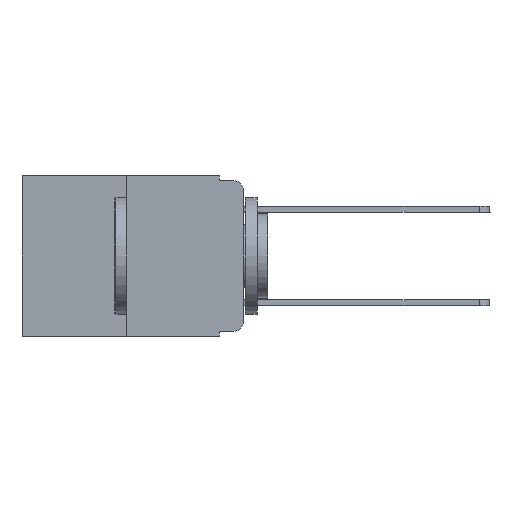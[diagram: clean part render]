
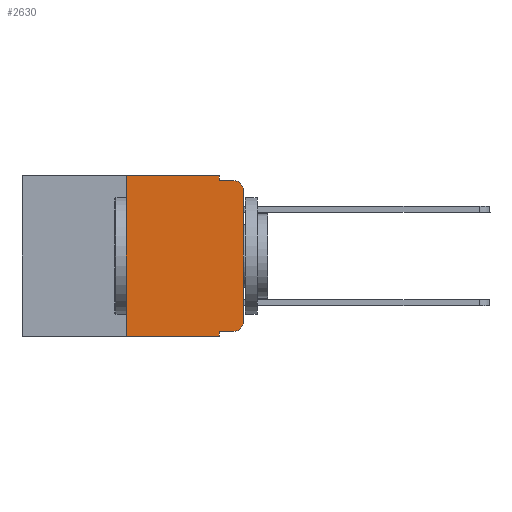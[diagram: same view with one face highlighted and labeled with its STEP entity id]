
A CAD part, left-side view. The second image highlights one B-rep face of the part: STEP entity #2630.
In plain terms, the highlighted planar face has unit normal (-1, 0, 0).
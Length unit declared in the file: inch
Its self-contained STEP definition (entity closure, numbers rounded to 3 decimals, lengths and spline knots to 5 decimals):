
#824 = DIRECTION ( 'NONE',  ( 0., -1., 0. ) ) ;
#876 = CARTESIAN_POINT ( 'NONE',  ( 0., 0.051, -0.343 ) ) ;
#1355 = DIRECTION ( 'NONE',  ( 0., 0., 1. ) ) ;
#1704 = EDGE_CURVE ( 'NONE', #13371, #24863, #6380, .T. ) ;
#1931 = CIRCLE ( 'NONE', #15180, 0.02 ) ;
#2607 = VERTEX_POINT ( 'NONE', #15309 ) ;
#2630 = ADVANCED_FACE ( 'NONE', ( #6329 ), #7531, .F. ) ;
#2861 = LINE ( 'NONE', #9658, #6180 ) ;
#3030 = EDGE_CURVE ( 'NONE', #13371, #2607, #15496, .T. ) ;
#3808 = AXIS2_PLACEMENT_3D ( 'NONE', #24279, #8862, #24440 ) ;
#3827 = CARTESIAN_POINT ( 'NONE',  ( 0., 0.051, 0. ) ) ;
#4064 = CARTESIAN_POINT ( 'NONE',  ( 0., 0., -0.313 ) ) ;
#4792 = CARTESIAN_POINT ( 'NONE',  ( 0., 0., 0. ) ) ;
#4895 = LINE ( 'NONE', #24042, #7015 ) ;
#5244 = DIRECTION ( 'NONE',  ( 0., 0., -1. ) ) ;
#5607 = DIRECTION ( 'NONE',  ( 0., 0., -1. ) ) ;
#5783 = ORIENTED_EDGE ( 'NONE', *, *, #14602, .F. ) ;
#6180 = VECTOR ( 'NONE', #7758, 39.37008 ) ;
#6205 = EDGE_CURVE ( 'NONE', #9076, #14947, #2861, .T. ) ;
#6329 = FACE_OUTER_BOUND ( 'NONE', #7565, .T. ) ;
#6380 = LINE ( 'NONE', #16411, #16856 ) ;
#7015 = VECTOR ( 'NONE', #22165, 39.37008 ) ;
#7155 = VERTEX_POINT ( 'NONE', #10191 ) ;
#7462 = VECTOR ( 'NONE', #20002, 39.37008 ) ;
#7531 = PLANE ( 'NONE',  #13260 ) ;
#7565 = EDGE_LOOP ( 'NONE', ( #10417, #14898, #17487, #9330, #17604, #15031, #16980, #5783, #13825, #11496 ) ) ;
#7612 = DIRECTION ( 'NONE',  ( 1., 0., 0. ) ) ;
#7758 = DIRECTION ( 'NONE',  ( 0., -1., 0. ) ) ;
#7881 = CARTESIAN_POINT ( 'NONE',  ( 0., 0.02, -0.333 ) ) ;
#8105 = EDGE_CURVE ( 'NONE', #7155, #25205, #18458, .T. ) ;
#8862 = DIRECTION ( 'NONE',  ( -1., 0., 0. ) ) ;
#9076 = VERTEX_POINT ( 'NONE', #20451 ) ;
#9330 = ORIENTED_EDGE ( 'NONE', *, *, #10313, .F. ) ;
#9658 = CARTESIAN_POINT ( 'NONE',  ( 0., 0.051, -0.333 ) ) ;
#9782 = CARTESIAN_POINT ( 'NONE',  ( 0., 0.051, -0.01 ) ) ;
#9884 = VERTEX_POINT ( 'NONE', #4064 ) ;
#10129 = CARTESIAN_POINT ( 'NONE',  ( 0., 0.473, 0. ) ) ;
#10191 = CARTESIAN_POINT ( 'NONE',  ( 0., 0., -0.03 ) ) ;
#10256 = DIRECTION ( 'NONE',  ( 0., 0., -1. ) ) ;
#10313 = EDGE_CURVE ( 'NONE', #20008, #18157, #24435, .T. ) ;
#10417 = ORIENTED_EDGE ( 'NONE', *, *, #11858, .T. ) ;
#11198 = CARTESIAN_POINT ( 'NONE',  ( 0., 0.051, 0. ) ) ;
#11325 = CARTESIAN_POINT ( 'NONE',  ( 0., 0.473, 0. ) ) ;
#11496 = ORIENTED_EDGE ( 'NONE', *, *, #12010, .T. ) ;
#11594 = EDGE_CURVE ( 'NONE', #2607, #20008, #17920, .T. ) ;
#11858 = EDGE_CURVE ( 'NONE', #9884, #7155, #12034, .T. ) ;
#12010 = EDGE_CURVE ( 'NONE', #14947, #9884, #1931, .T. ) ;
#12034 = LINE ( 'NONE', #4792, #16975 ) ;
#13260 = AXIS2_PLACEMENT_3D ( 'NONE', #11325, #7612, #5607 ) ;
#13371 = VERTEX_POINT ( 'NONE', #16523 ) ;
#13825 = ORIENTED_EDGE ( 'NONE', *, *, #6205, .T. ) ;
#14520 = EDGE_CURVE ( 'NONE', #18157, #25205, #4895, .T. ) ;
#14602 = EDGE_CURVE ( 'NONE', #9076, #24863, #24793, .T. ) ;
#14898 = ORIENTED_EDGE ( 'NONE', *, *, #8105, .T. ) ;
#14947 = VERTEX_POINT ( 'NONE', #7881 ) ;
#15031 = ORIENTED_EDGE ( 'NONE', *, *, #3030, .F. ) ;
#15180 = AXIS2_PLACEMENT_3D ( 'NONE', #25314, #15209, #19226 ) ;
#15209 = DIRECTION ( 'NONE',  ( -1., 0., 0. ) ) ;
#15309 = CARTESIAN_POINT ( 'NONE',  ( 0., 0.25, 0. ) ) ;
#15496 = LINE ( 'NONE', #22856, #23203 ) ;
#16411 = CARTESIAN_POINT ( 'NONE',  ( 0., 0.473, -0.343 ) ) ;
#16523 = CARTESIAN_POINT ( 'NONE',  ( 0., 0.25, -0.343 ) ) ;
#16856 = VECTOR ( 'NONE', #824, 39.37008 ) ;
#16975 = VECTOR ( 'NONE', #22374, 39.37008 ) ;
#16980 = ORIENTED_EDGE ( 'NONE', *, *, #1704, .T. ) ;
#17487 = ORIENTED_EDGE ( 'NONE', *, *, #14520, .F. ) ;
#17604 = ORIENTED_EDGE ( 'NONE', *, *, #11594, .F. ) ;
#17920 = LINE ( 'NONE', #10129, #7462 ) ;
#18153 = CARTESIAN_POINT ( 'NONE',  ( 0., 0.051, 0. ) ) ;
#18157 = VERTEX_POINT ( 'NONE', #9782 ) ;
#18458 = CIRCLE ( 'NONE', #3808, 0.02 ) ;
#19226 = DIRECTION ( 'NONE',  ( 0., 0., -1. ) ) ;
#19278 = VECTOR ( 'NONE', #10256, 39.37008 ) ;
#20002 = DIRECTION ( 'NONE',  ( 0., -1., 0. ) ) ;
#20008 = VERTEX_POINT ( 'NONE', #3827 ) ;
#20451 = CARTESIAN_POINT ( 'NONE',  ( 0., 0.051, -0.333 ) ) ;
#22165 = DIRECTION ( 'NONE',  ( 0., -1., 0. ) ) ;
#22374 = DIRECTION ( 'NONE',  ( 0., 0., 1. ) ) ;
#22856 = CARTESIAN_POINT ( 'NONE',  ( 0., 0.25, 0. ) ) ;
#23203 = VECTOR ( 'NONE', #1355, 39.37008 ) ;
#23287 = VECTOR ( 'NONE', #5244, 39.37008 ) ;
#24042 = CARTESIAN_POINT ( 'NONE',  ( 0., 0.051, -0.01 ) ) ;
#24279 = CARTESIAN_POINT ( 'NONE',  ( 0., 0.02, -0.03 ) ) ;
#24435 = LINE ( 'NONE', #18153, #19278 ) ;
#24440 = DIRECTION ( 'NONE',  ( 0., 0., -1. ) ) ;
#24793 = LINE ( 'NONE', #11198, #23287 ) ;
#24863 = VERTEX_POINT ( 'NONE', #876 ) ;
#25205 = VERTEX_POINT ( 'NONE', #25330 ) ;
#25314 = CARTESIAN_POINT ( 'NONE',  ( 0., 0.02, -0.313 ) ) ;
#25330 = CARTESIAN_POINT ( 'NONE',  ( 0., 0.02, -0.01 ) ) ;
